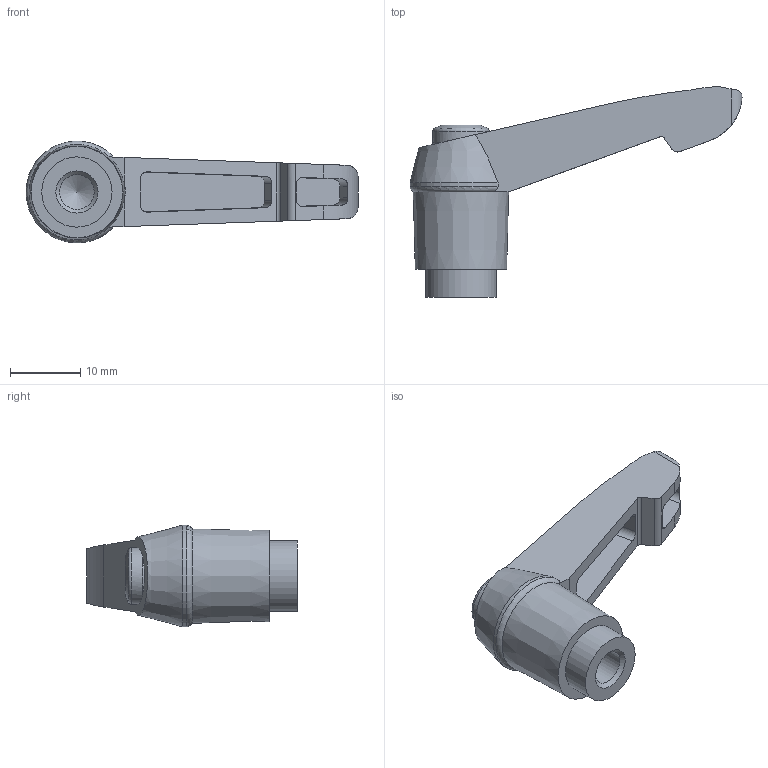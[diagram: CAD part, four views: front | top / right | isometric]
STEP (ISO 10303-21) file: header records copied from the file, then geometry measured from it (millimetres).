
FILE_DESCRIPTION( ( 'STEP AP214' ), '1' );
FILE_NAME( 'K0270.10684_.stp', '2020-11-27T09:37:18', ( '' ), ( '' ), ' ', 'PARTsolutions', ' ' );
FILE_SCHEMA( ( 'AUTOMOTIVE_DESIGN { 1 0 10303 214 1 1 1 1 }' ) );
Length unit declared in the file: millimetre
Products named in the file (1): _K0270.10684_
Bounding box: 47.25 x 30 x 14.49 mm (x, y, z)
Volume: 4234.5 mm3; surface area: 2881.7 mm2
Topology: 1 solids, 1 shells, 84 faces, 227 edges, 149 vertices
Faces by surface type: plane 42, cylinder 33, cone 4, torus 4, sphere 1
Full cylindrical faces by diameter (mm): 4.917 x1, 8 x1, 10 x1
Entity records: 3383 total; most frequent: CARTESIAN_POINT 592, DIRECTION 445, ORIENTED_EDGE 430, EDGE_CURVE 215, AXIS2_PLACEMENT_3D 159, VERTEX_POINT 146, LINE 127, VECTOR 127
